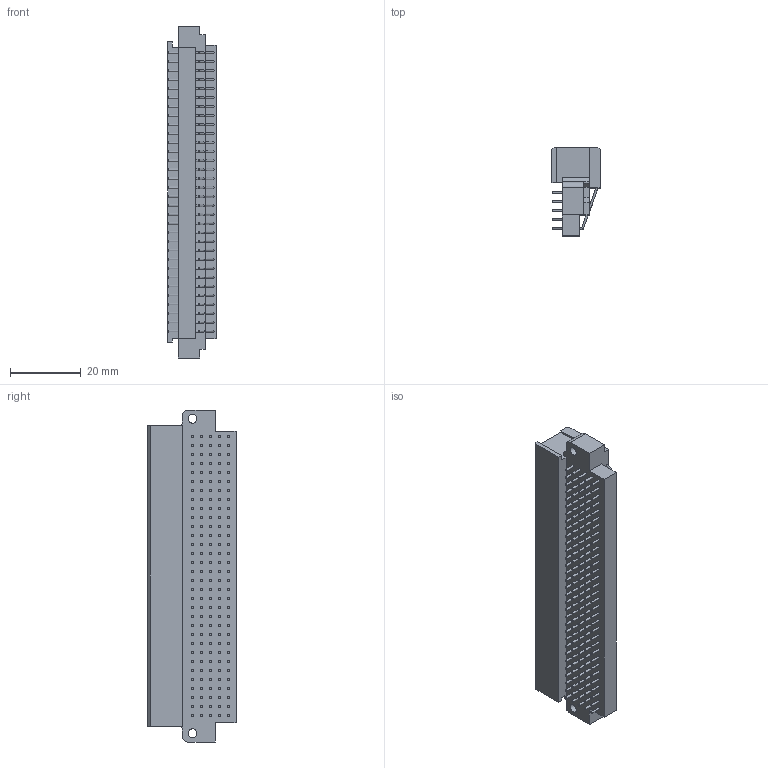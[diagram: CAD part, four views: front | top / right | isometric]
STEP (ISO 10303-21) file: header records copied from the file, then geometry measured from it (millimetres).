
FILE_DESCRIPTION(/* description */ (''),/* implementation_level */ '2;1');
FILE_NAME(/* name */ '100070274ugm000_b.stp',/* time_stamp */ '2015-03-13T08:26:52+01:00',/* author */ (''),/* organization */ (''),/* preprocessor_version */ 'ST-DEVELOPER v15',/* originating_system */ 'SIEMENS PLM Software NX 8.5',/* authorisation */ '');
FILE_SCHEMA (('AUTOMOTIVE_DESIGN { 1 0 10303 214 3 1 1 1 }'));
Length unit declared in the file: millimetre
Products named in the file (1): 100070274ugm000_b
Bounding box: 13.6 x 24.9 x 93.8 mm (x, y, z)
Volume: 20010.3 mm3; surface area: 9230.8 mm2
Topology: 1 solids, 1 shells, 1294 faces, 2978 edges, 2038 vertices
Faces by surface type: plane 1002, cylinder 260, sphere 32
Full cylindrical faces by diameter (mm): 0.6 x256, 2.5 x2
Entity records: 41083 total; most frequent: CARTESIAN_POINT 6217, DIRECTION 5704, ORIENTED_EDGE 5186, EDGE_CURVE 2593, LINE 2074, VECTOR 2074, EDGE_LOOP 2004, VERTEX_POINT 1879
